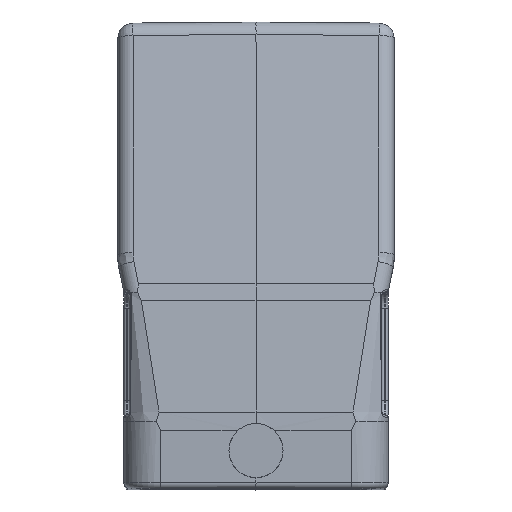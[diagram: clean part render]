
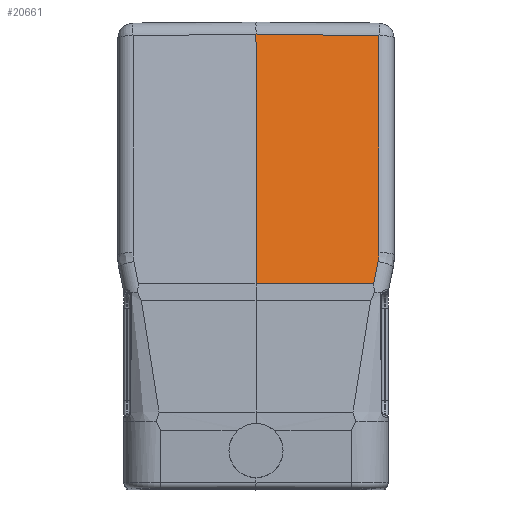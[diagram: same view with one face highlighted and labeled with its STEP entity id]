
A CAD part, top view. The second image highlights one B-rep face of the part: STEP entity #20661.
In plain terms, the highlighted planar face has unit normal (0.009, 0.19, 0.982).
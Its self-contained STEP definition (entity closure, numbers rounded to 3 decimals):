
#4718=CARTESIAN_POINT('',(19.876,-17.591,56.859));
#4719=CARTESIAN_POINT('',(19.973,-17.107,56.764));
#4720=CARTESIAN_POINT('',(20.022,-16.614,56.669));
#4721=CARTESIAN_POINT('',(20.022,-16.12,56.573));
#4723=DIRECTION('',(0.193,0.963,-0.188));
#4724=VECTOR('',#4723,3.79);
#4725=CARTESIAN_POINT('',(19.146,-21.241,57.57));
#4726=LINE('',#4725,#4724);
#4727=DIRECTION('',(1.,0.,-0.009));
#4728=VECTOR('',#4727,19.147);
#4729=CARTESIAN_POINT('',(0.,-21.241,
57.74));
#4730=LINE('',#4729,#4728);
#4731=DIRECTION('',(-1.,0.009,0.007));
#4732=VECTOR('',#4731,20.023);
#4733=CARTESIAN_POINT('',(20.022,19.215,49.747));
#4734=LINE('',#4733,#4732);
#4735=DIRECTION('',(0.,-0.982,0.19));
#4736=VECTOR('',#4735,35.988);
#4737=CARTESIAN_POINT('',(20.022,19.215,49.747));
#4738=LINE('',#4737,#4736);
#5203=DIRECTION('',(0.,0.982,-0.19));
#5204=VECTOR('',#5203,41.382);
#5205=CARTESIAN_POINT('',(0.,-21.241,
57.74));
#5206=LINE('',#5205,#5204);
#10039=CARTESIAN_POINT('',(0.,-21.241,
57.74));
#10040=CARTESIAN_POINT('',(19.146,-21.241,
57.57));
#10041=VERTEX_POINT('',#10039);
#10042=VERTEX_POINT('',#10040);
#10051=CARTESIAN_POINT('',(20.022,-16.12,
56.573));
#10052=VERTEX_POINT('',#10051);
#10053=VERTEX_POINT('',#4718);
#10123=CARTESIAN_POINT('',(0.,19.39,
49.891));
#10124=VERTEX_POINT('',#10123);
#10201=CARTESIAN_POINT('',(20.022,19.215,49.747));
#10203=VERTEX_POINT('',#10201);
#20645=CARTESIAN_POINT('',(0.,-22.585,58.));
#20646=DIRECTION('',(0.009,0.19,0.982));
#20647=DIRECTION('',(0.,-0.982,0.19));
#20648=AXIS2_PLACEMENT_3D('',#20645,#20646,#20647);
#20649=PLANE('',#20648);
#20651=ORIENTED_EDGE('',*,*,#20650,.T.);
#20652=ORIENTED_EDGE('',*,*,#20637,.F.);
#20653=ORIENTED_EDGE('',*,*,#18741,.F.);
#20654=ORIENTED_EDGE('',*,*,#19199,.F.);
#20656=ORIENTED_EDGE('',*,*,#20655,.T.);
#20658=ORIENTED_EDGE('',*,*,#20657,.F.);
#20659=EDGE_LOOP('',(#20651,#20652,#20653,#20654,#20656,#20658));
#20660=FACE_OUTER_BOUND('',#20659,.F.);
#4722=B_SPLINE_CURVE_WITH_KNOTS('',3,(#4718,#4719,#4720,#4721),.UNSPECIFIED.,
.F.,.F.,(4,4),(0.,1.),.UNSPECIFIED.);
#18741=EDGE_CURVE('',#10042,#10053,#4726,.T.);
#19199=EDGE_CURVE('',#10041,#10042,#4730,.T.);
#20637=EDGE_CURVE('',#10053,#10052,#4722,.T.);
#20650=EDGE_CURVE('',#10203,#10052,#4738,.T.);
#20655=EDGE_CURVE('',#10041,#10124,#5206,.T.);
#20657=EDGE_CURVE('',#10203,#10124,#4734,.T.);
#20661=ADVANCED_FACE('',(#20660),#20649,.T.);
